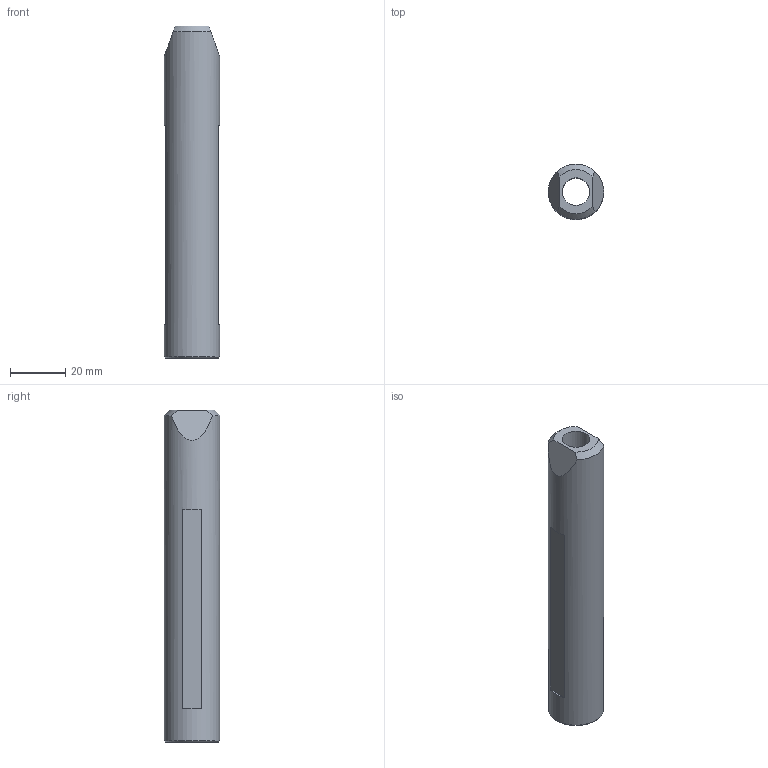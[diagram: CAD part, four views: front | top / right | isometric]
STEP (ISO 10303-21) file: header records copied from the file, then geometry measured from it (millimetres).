
FILE_DESCRIPTION(/* description */ (''),/* implementation_level */ '2;1');
FILE_NAME(/* name */ '989519_stp.stp',/* time_stamp */ '2013-02-08T07:12:48+01:00',/* author */ (''),/* organization */ (''),/* preprocessor_version */ 'ST-DEVELOPER v11',/* originating_system */ 'SIEMENS PLM Software NX 7.5',/* authorisation */ '');
FILE_SCHEMA (('AUTOMOTIVE_DESIGN { 1 0 10303 214 1 1 1 1 }'));
Length unit declared in the file: millimetre
Products named in the file (1): furtAA39w0cf
Bounding box: 20 x 20 x 120 mm (x, y, z)
Volume: 25748.5 mm3; surface area: 11825.1 mm2
Topology: 1 solids, 1 shells, 24 faces, 53 edges, 32 vertices
Faces by surface type: plane 10, cone 7, cylinder 5, torus 2
Full cylindrical faces by diameter (mm): 10 x1, 11 x1, 16 x1, 16.4 x1, 20 x1
Entity records: 600 total; most frequent: DIRECTION 106, CARTESIAN_POINT 103, ORIENTED_EDGE 74, AXIS2_PLACEMENT_3D 48, EDGE_LOOP 40, EDGE_CURVE 37, FACE_BOUND 30, VERTEX_POINT 29
